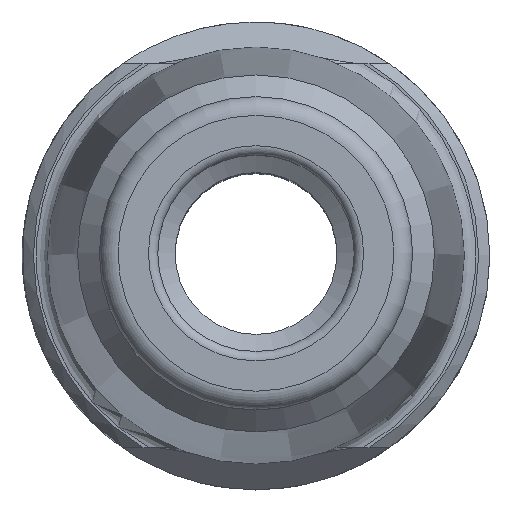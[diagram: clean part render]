
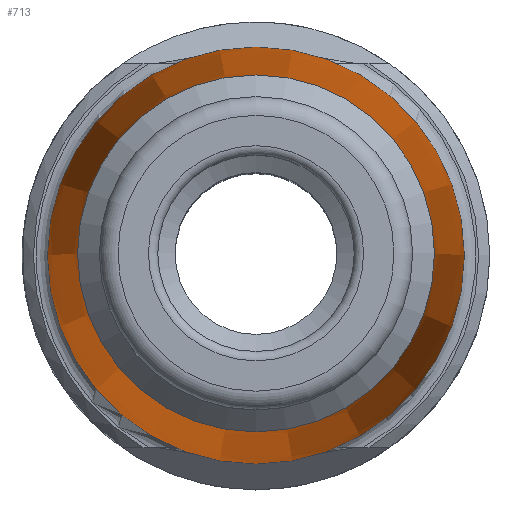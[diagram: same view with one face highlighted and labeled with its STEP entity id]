
A CAD part, top view. The second image highlights one B-rep face of the part: STEP entity #713.
In plain terms, the highlighted conical face has half-angle 1.507 degrees and reference radius 19.082 mm.
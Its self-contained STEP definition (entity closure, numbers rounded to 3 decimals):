
#24=CONICAL_SURFACE('',#778,19.082,0.026);
#134=ORIENTED_EDGE('',*,*,#225,.T.);
#135=ORIENTED_EDGE('',*,*,#217,.F.);
#217=EDGE_CURVE('',#262,#262,#293,.T.);
#225=EDGE_CURVE('',#270,#270,#301,.T.);
#262=VERTEX_POINT('',#1065);
#270=VERTEX_POINT('',#1090);
#293=CIRCLE('',#762,19.082);
#301=CIRCLE('',#779,22.279);
#340=EDGE_LOOP('',(#134));
#341=EDGE_LOOP('',(#135));
#400=FACE_BOUND('',#340,.T.);
#401=FACE_BOUND('',#341,.T.);
#713=ADVANCED_FACE('',(#400,#401),#24,.T.);
#762=AXIS2_PLACEMENT_3D('',#1064,#867,#868);
#778=AXIS2_PLACEMENT_3D('',#1088,#899,#900);
#779=AXIS2_PLACEMENT_3D('',#1089,#901,#902);
#867=DIRECTION('',(0.,0.,1.));
#868=DIRECTION('',(1.,0.,0.));
#899=DIRECTION('',(0.,0.,-1.));
#900=DIRECTION('',(-1.,0.,0.));
#901=DIRECTION('',(0.,0.,1.));
#902=DIRECTION('',(1.,0.,0.));
#1064=CARTESIAN_POINT('',(0.,0.,118.5));
#1065=CARTESIAN_POINT('',(19.082,0.,118.5));
#1088=CARTESIAN_POINT('',(0.,0.,118.5));
#1089=CARTESIAN_POINT('',(0.,0.,-3.01));
#1090=CARTESIAN_POINT('',(22.279,0.,-3.01));
